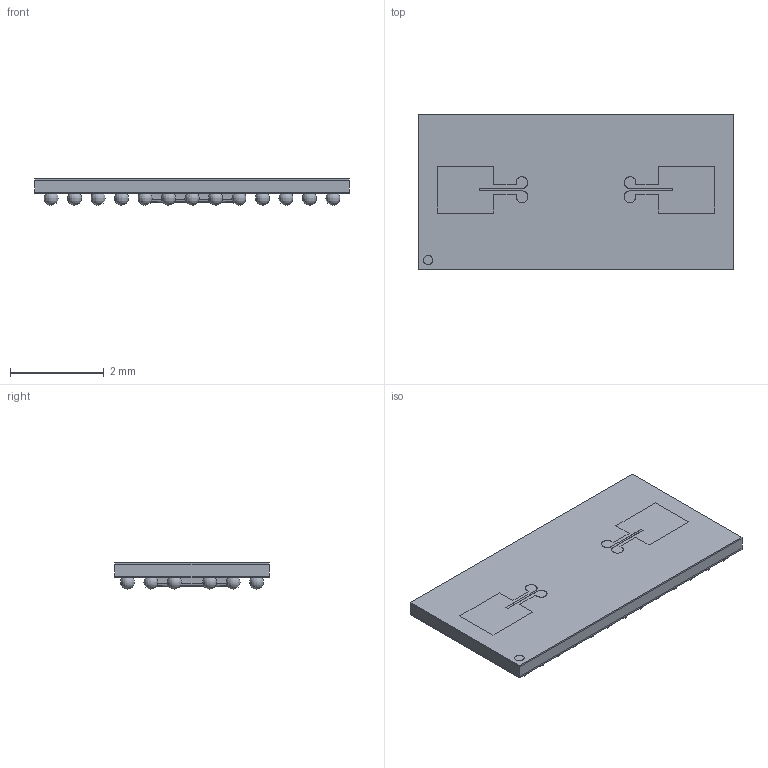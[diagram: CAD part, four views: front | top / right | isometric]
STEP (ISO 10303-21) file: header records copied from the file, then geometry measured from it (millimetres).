
FILE_DESCRIPTION(/* description */ (''),/* implementation_level */ '2;1');
FILE_NAME(/* name */ 'BGT60L~1',/* time_stamp */ '2022-10-14T20:34:48+02:00',/* author */ (''),/* organization */ (''),/* preprocessor_version */ 'ST-DEVELOPER v16.5',/* originating_system */ '',/* authorisation */ '');
FILE_SCHEMA (('AUTOMOTIVE_DESIGN'));
Length unit declared in the file: millimetre
Products named in the file (1): Document
Bounding box: 6.7 x 3.3 x 0.56 mm (x, y, z)
Volume: 0.6 mm3; surface area: 71.3 mm2
Topology: 42 solids, 63 shells, 91 faces, 354 edges, 280 vertices
Faces by surface type: bspline 54, plane 37
Entity records: 5702 total; most frequent: CARTESIAN_POINT 3469, ORIENTED_EDGE 364, VERTEX_POINT 280, EDGE_CURVE 266, B_SPLINE_CURVE_WITH_KNOTS 196, EDGE_LOOP 102, ADVANCED_FACE 91, FACE_OUTER_BOUND 91
